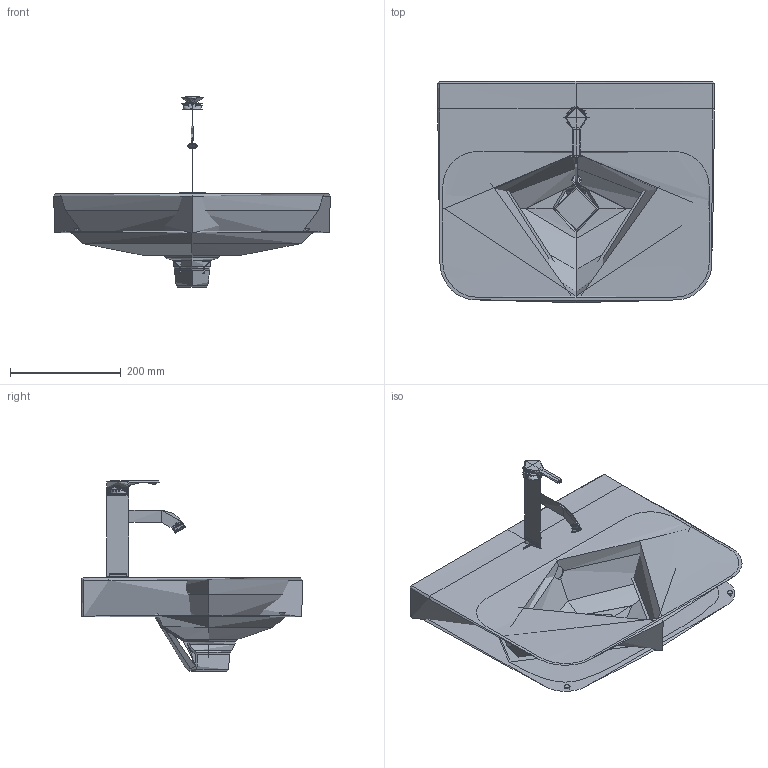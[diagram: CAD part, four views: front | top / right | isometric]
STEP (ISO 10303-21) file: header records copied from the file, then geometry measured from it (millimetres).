
FILE_DESCRIPTION(/* description */ (''),/* implementation_level */ '2;1');
FILE_NAME(/* name */ '236050',/* time_stamp */ '2019-02-20T11:57:39+01:00',/* author */ (''),/* organization */ (''),/* preprocessor_version */ 'ST-DEVELOPER v15',/* originating_system */ '',/* authorisation */ '');
FILE_SCHEMA (('AUTOMOTIVE_DESIGN'));
Length unit declared in the file: millimetre
Products named in the file (1): Document
Bounding box: 499.78 x 399.85 x 343.91 mm (x, y, z)
Volume: 6330428.7 mm3; surface area: 729582.2 mm2
Topology: 9 solids, 19 shells, 744 faces, 1764 edges, 1030 vertices
Faces by surface type: bspline 744
Entity records: 101410 total; most frequent: CARTESIAN_POINT 80095, B_SPLINE_CURVE_WITH_KNOTS 3976, ORIENTED_EDGE 3391, PCURVE 3391, DEFINITIONAL_REPRESENTATION 3391, SURFACE_CURVE 1728, EDGE_CURVE 1728, VERTEX_POINT 1030
